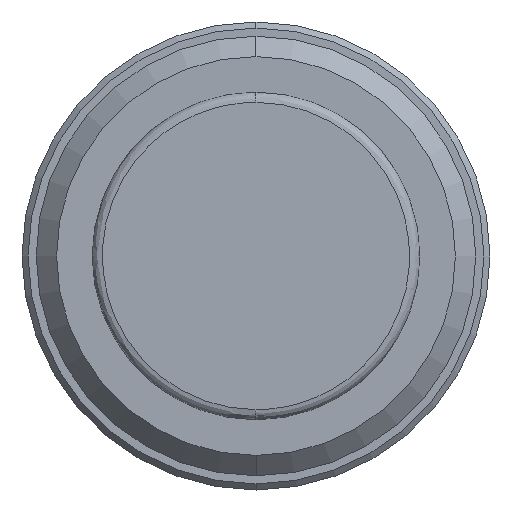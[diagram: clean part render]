
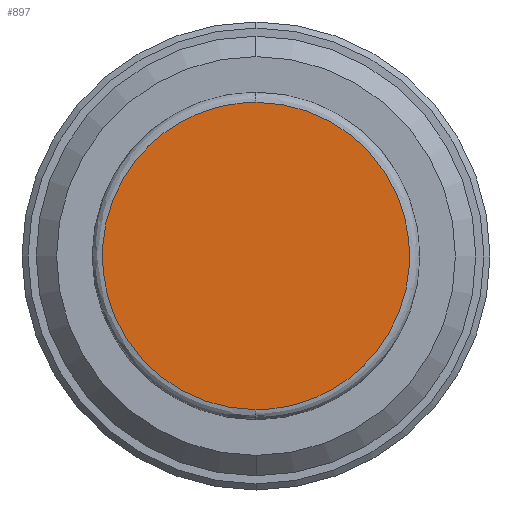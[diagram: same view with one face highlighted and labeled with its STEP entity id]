
A CAD part, left-side view. The second image highlights one B-rep face of the part: STEP entity #897.
In plain terms, the highlighted planar face has unit normal (-1, 0, 0).
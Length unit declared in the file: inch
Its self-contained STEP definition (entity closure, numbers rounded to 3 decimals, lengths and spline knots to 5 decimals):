
#45 = EDGE_LOOP ( 'NONE', ( #192, #504 ) ) ;
#57 = EDGE_CURVE ( 'NONE', #868, #269, #878, .T. ) ;
#58 = CARTESIAN_POINT ( 'NONE',  ( 0., -0.59449, -0.29724 ) ) ;
#96 = AXIS2_PLACEMENT_3D ( 'NONE', #664, #859, #267 ) ;
#104 = CARTESIAN_POINT ( 'NONE',  ( 0., 0., 0.29724 ) ) ;
#192 = ORIENTED_EDGE ( 'NONE', *, *, #57, .F. ) ;
#243 =( BOUNDED_CURVE ( )  B_SPLINE_CURVE ( 3, ( #1234, #341, #58, #744 ),
 .UNSPECIFIED., .F., .T. ) 
 B_SPLINE_CURVE_WITH_KNOTS ( ( 4, 4 ),
 ( 0.25, 0.75 ),
 .UNSPECIFIED. ) 
 CURVE ( )  GEOMETRIC_REPRESENTATION_ITEM ( )  RATIONAL_B_SPLINE_CURVE ( ( 1., 0.333, 0.333, 1. ) ) 
 REPRESENTATION_ITEM ( '' )  );
#260 = CARTESIAN_POINT ( 'NONE',  ( 0., 0., -0.29724 ) ) ;
#267 = DIRECTION ( 'NONE',  ( 0., 0., 1. ) ) ;
#269 = VERTEX_POINT ( 'NONE', #877 ) ;
#341 = CARTESIAN_POINT ( 'NONE',  ( 0., -0.59449, 0.29724 ) ) ;
#391 = CARTESIAN_POINT ( 'NONE',  ( 0., 0.59449, -0.29724 ) ) ;
#504 = ORIENTED_EDGE ( 'NONE', *, *, #1058, .F. ) ;
#560 = PLANE ( 'NONE',  #96 ) ;
#664 = CARTESIAN_POINT ( 'NONE',  ( 0., 0.29724, 0. ) ) ;
#693 = CARTESIAN_POINT ( 'NONE',  ( 0., 0., -0.29724 ) ) ;
#744 = CARTESIAN_POINT ( 'NONE',  ( 0., 0., -0.29724 ) ) ;
#859 = DIRECTION ( 'NONE',  ( -1., 0., 0. ) ) ;
#868 = VERTEX_POINT ( 'NONE', #260 ) ;
#877 = CARTESIAN_POINT ( 'NONE',  ( 0., 0., 0.29724 ) ) ;
#878 =( BOUNDED_CURVE ( )  B_SPLINE_CURVE ( 3, ( #693, #391, #978, #104 ),
 .UNSPECIFIED., .F., .T. ) 
 B_SPLINE_CURVE_WITH_KNOTS ( ( 4, 4 ),
 ( 0.75, 1.25 ),
 .UNSPECIFIED. ) 
 CURVE ( )  GEOMETRIC_REPRESENTATION_ITEM ( )  RATIONAL_B_SPLINE_CURVE ( ( 1., 0.333, 0.333, 1. ) ) 
 REPRESENTATION_ITEM ( '' )  );
#897 = ADVANCED_FACE ( 'NONE', ( #979 ), #560, .T. ) ;
#978 = CARTESIAN_POINT ( 'NONE',  ( 0., 0.59449, 0.29724 ) ) ;
#979 = FACE_OUTER_BOUND ( 'NONE', #45, .T. ) ;
#1058 = EDGE_CURVE ( 'NONE', #269, #868, #243, .T. ) ;
#1234 = CARTESIAN_POINT ( 'NONE',  ( 0., 0., 0.29724 ) ) ;
